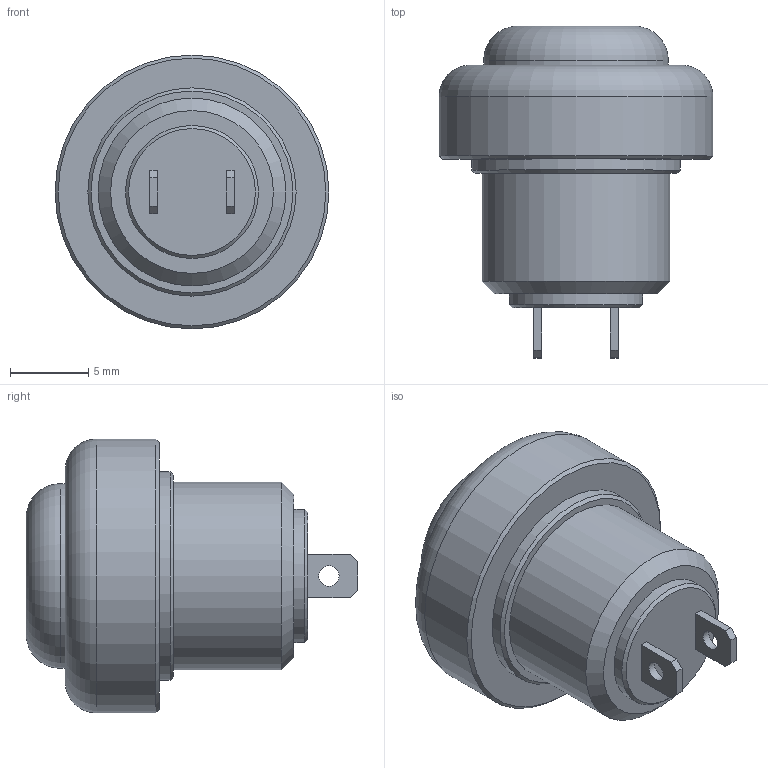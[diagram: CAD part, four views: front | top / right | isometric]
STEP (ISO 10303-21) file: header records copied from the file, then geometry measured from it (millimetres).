
FILE_DESCRIPTION((''),'2;1');
FILE_NAME('momentary push button.stp','2014-02-01T19:36:21',('Rasmus'),(''),'Autodesk Inventor 2013','Autodesk Inventor 2013','');
FILE_SCHEMA(('AUTOMOTIVE_DESIGN { 1 0 10303 214 1 1 1 1 }'));
Length unit declared in the file: millimetre
Products named in the file (1): momentary push button
Bounding box: 17.5 x 21.2 x 17.5 mm (x, y, z)
Volume: 2676.9 mm3; surface area: 1175.7 mm2
Topology: 1 solids, 1 shells, 33 faces, 69 edges, 44 vertices
Faces by surface type: plane 20, cylinder 7, cone 4, torus 2
Full cylindrical faces by diameter (mm): 1.3 x2, 8.5 x1, 11.8 x1, 12 x1, 13.3 x1, 17.5 x1
Entity records: 875 total; most frequent: DIRECTION 144, CARTESIAN_POINT 134, ORIENTED_EDGE 112, EDGE_CURVE 56, EDGE_LOOP 56, AXIS2_PLACEMENT_3D 54, VERTEX_POINT 44, VECTOR 36
